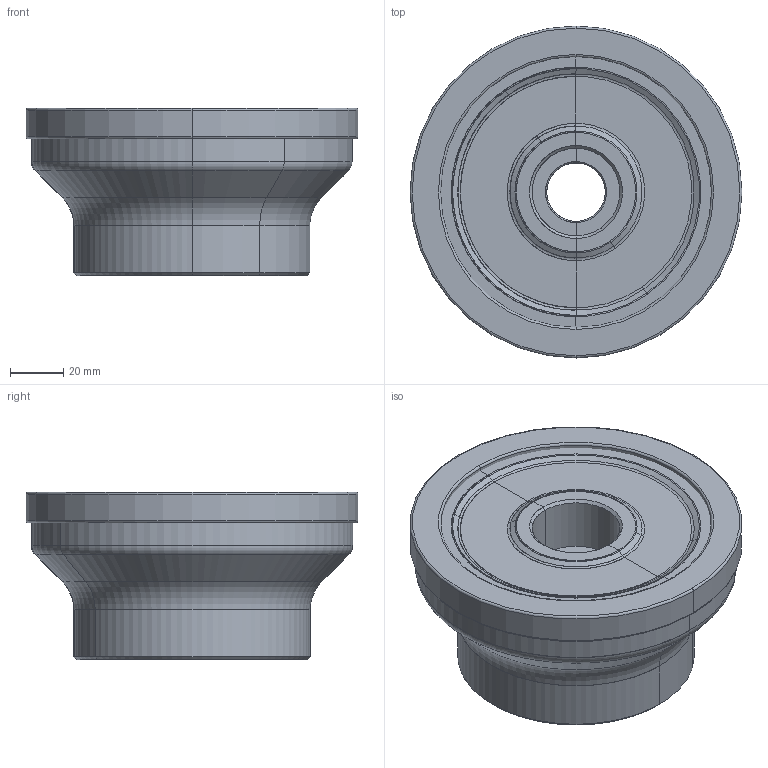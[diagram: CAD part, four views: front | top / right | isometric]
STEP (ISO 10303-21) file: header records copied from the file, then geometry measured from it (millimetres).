
FILE_DESCRIPTION((''),'2;1');
FILE_NAME('607652443-000-00-E43_ASM','2022-01-14T14:36:46',('korna'),(''),'CREO PARAMETRIC BY PTC INC, 2019030','CREO PARAMETRIC BY PTC INC, 2019030','');
FILE_SCHEMA(('AP242_MANAGED_MODEL_BASED_3D_ENGINEERING_MIM_LF { 1 0 10303 442 1 1 4 }'));
Length unit declared in the file: millimetre
Products named in the file (3): 607652443-000-00-E43-NOCUT; 607652443-000-00-E43-CUT; 607652443-000-00-E43_ASM
Assembly tree (2 placements, depth 2):
  607652443-000-00-E43_ASM
    607652443-000-00-E43-NOCUT
    607652443-000-00-E43-CUT
Bounding box: 125 x 125 x 63 mm (x, y, z)
Volume: 507275 mm3; surface area: 105657.4 mm2
Topology: 2 solids, 4 shells, 141 faces, 546 edges, 412 vertices
Faces by surface type: torus 48, cone 44, cylinder 32, plane 17
Entity records: 7753 total; most frequent: DIRECTION 1183, CARTESIAN_POINT 953, ORIENTED_EDGE 564, PRESENTATION_STYLE_ASSIGNMENT 563, STYLED_ITEM 563, CURVE_STYLE 556, AXIS2_PLACEMENT_3D 455, EDGE_CURVE 348
